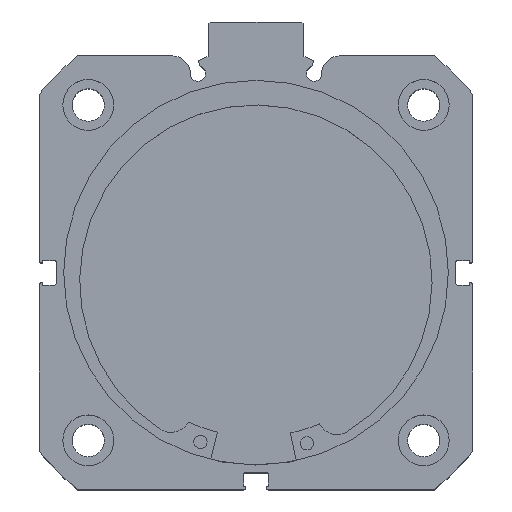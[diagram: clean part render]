
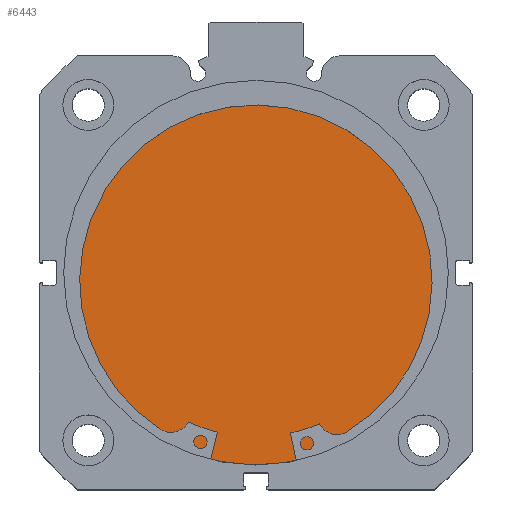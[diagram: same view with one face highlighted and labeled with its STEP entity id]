
A CAD part, top view. The second image highlights one B-rep face of the part: STEP entity #6443.
In plain terms, the highlighted face is planar.
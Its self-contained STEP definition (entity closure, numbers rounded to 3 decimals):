
#1117 = ORIENTED_EDGE ( 'NONE', *, *, #2157, .F. ) ;
#1118 = ORIENTED_EDGE ( 'NONE', *, *, #2146, .F. ) ;
#1422 = CIRCLE ( 'NONE', #2621, 51. ) ;
#1615 = VERTEX_POINT ( 'NONE', #6831 ) ;
#1630 = VERTEX_POINT ( 'NONE', #6808 ) ;
#2146 = EDGE_CURVE ( 'NONE', #1630, #1615, #1422, .T. ) ;
#2157 = EDGE_CURVE ( 'NONE', #1615, #1630, #2891, .T. ) ;
#2621 = AXIS2_PLACEMENT_3D ( 'NONE', #3967, #3984, #3960 ) ;
#2628 = AXIS2_PLACEMENT_3D ( 'NONE', #3525, #3518, #3517 ) ;
#2891 = CIRCLE ( 'NONE', #2628, 51. ) ;
#3517 = DIRECTION ( 'NONE',  ( 0., 0., 1. ) ) ;
#3518 = DIRECTION ( 'NONE',  ( -1., 0., 0. ) ) ;
#3525 = CARTESIAN_POINT ( 'NONE',  ( 13., 0., 0. ) ) ;
#3724 = EDGE_LOOP ( 'NONE', ( #1118, #1117 ) ) ;
#3960 = DIRECTION ( 'NONE',  ( 0., 0., 1. ) ) ;
#3967 = CARTESIAN_POINT ( 'NONE',  ( 13., 0., 0. ) ) ;
#3984 = DIRECTION ( 'NONE',  ( -1., 0., 0. ) ) ;
#4519 = FACE_OUTER_BOUND ( 'NONE', #3724, .T. ) ;
#5379 = CARTESIAN_POINT ( 'NONE',  ( 13., 51., 0. ) ) ;
#5380 = PLANE ( 'NONE',  #6176 ) ;
#5382 = DIRECTION ( 'NONE',  ( -1., 0., 0. ) ) ;
#5383 = DIRECTION ( 'NONE',  ( 0., 0., 1. ) ) ;
#6176 = AXIS2_PLACEMENT_3D ( 'NONE', #5379, #5382, #5383 ) ;
#6443 = ADVANCED_FACE ( 'NONE', ( #4519 ), #5380, .F. ) ;
#6808 = CARTESIAN_POINT ( 'NONE',  ( 13., 0., 51. ) ) ;
#6831 = CARTESIAN_POINT ( 'NONE',  ( 13., 0., -51. ) ) ;
